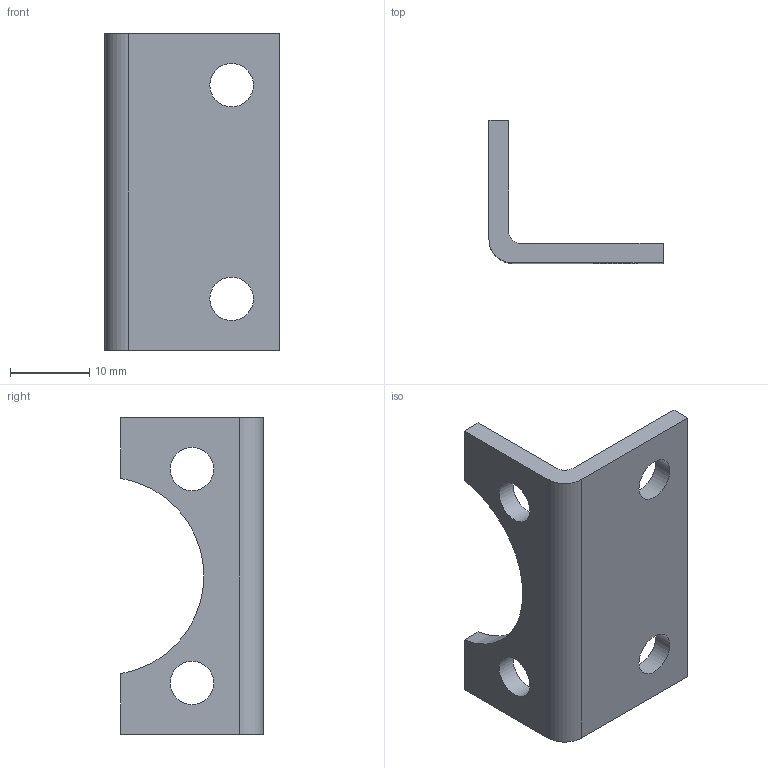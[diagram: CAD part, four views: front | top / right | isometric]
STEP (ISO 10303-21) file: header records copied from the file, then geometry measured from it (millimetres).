
FILE_DESCRIPTION( ( 'STEP AP203' ), '1' );
FILE_NAME( 'PL24_2.stp', '2020-06-02T11:42:18', ( 'License CC BY-ND 4.0' ), ( 'CADENAS' ), ' ', 'PARTsolutions', ' ' );
FILE_SCHEMA( ( 'CONFIG_CONTROL_DESIGN' ) );
Length unit declared in the file: millimetre
Products named in the file (1): _PL24/2
Bounding box: 22 x 18 x 40 mm (x, y, z)
Volume: 2965.3 mm3; surface area: 2925.2 mm2
Topology: 1 solids, 1 shells, 16 faces, 42 edges, 28 vertices
Faces by surface type: plane 9, cylinder 7
Full cylindrical faces by diameter (mm): 5.5 x4
Entity records: 540 total; most frequent: DIRECTION 86, CARTESIAN_POINT 83, ORIENTED_EDGE 76, EDGE_CURVE 38, AXIS2_PLACEMENT_3D 31, EDGE_LOOP 28, VERTEX_POINT 28, LINE 24
